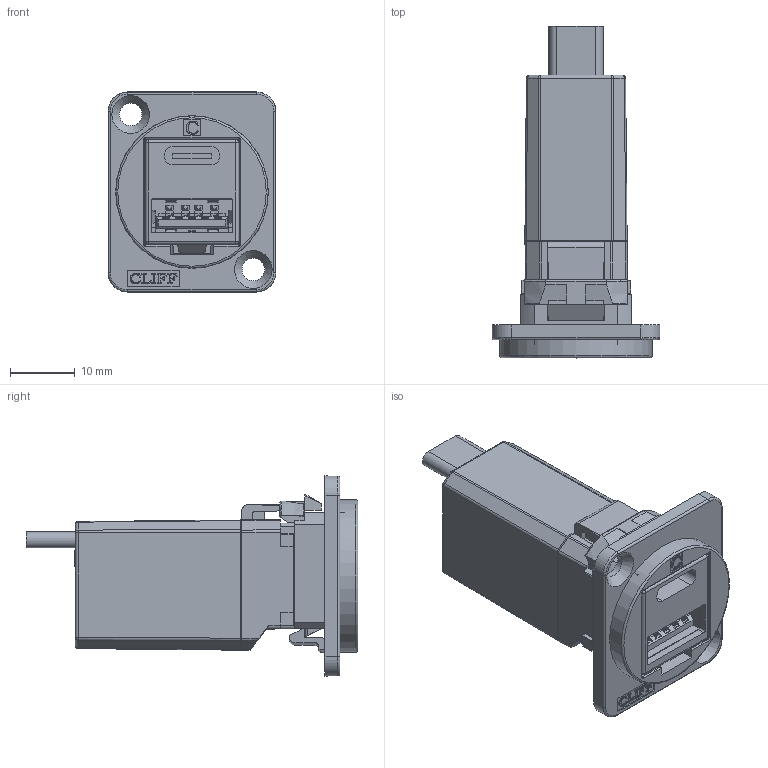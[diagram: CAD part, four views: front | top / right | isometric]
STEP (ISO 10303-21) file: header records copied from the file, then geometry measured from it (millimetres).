
FILE_DESCRIPTION(/* description */ (''),/* implementation_level */ '2;1');
FILE_NAME(/* name */ 'CP30234 CSK.stp',/* time_stamp */ '2025-01-03T09:43:31Z',/* author */ ('tottley'),/* organization */ (''),/* preprocessor_version */ 'ST-DEVELOPER v20',/* originating_system */ 'Autodesk Inventor 2025',/* authorisation */ '');
FILE_SCHEMA (('AUTOMOTIVE_DESIGN { 1 0 10303 214 3 1 1 }'));
Length unit declared in the file: millimetre
Products named in the file (1): Part1
Bounding box: 26 x 51.41 x 31 mm (x, y, z)
Volume: 8748 mm3; surface area: 15866.1 mm2
Topology: 1 solids, 2 shells, 1552 faces, 4384 edges, 2844 vertices
Faces by surface type: plane 1138, cylinder 266, bspline 88, torus 24, cone 18, sphere 18
Full cylindrical faces by diameter (mm): 3.5 x2
Entity records: 52795 total; most frequent: CARTESIAN_POINT 11131, ORIENTED_EDGE 8740, DIRECTION 7719, EDGE_CURVE 4370, LINE 3511, VECTOR 3511, VERTEX_POINT 2844, AXIS2_PLACEMENT_3D 2104
